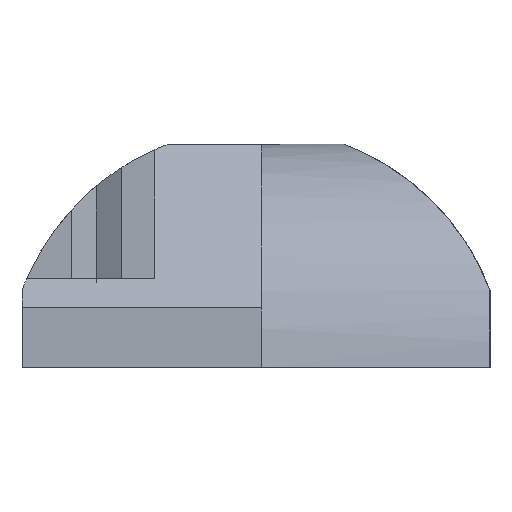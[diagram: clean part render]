
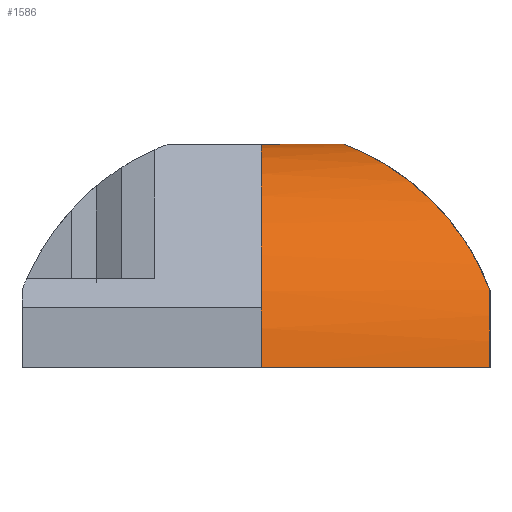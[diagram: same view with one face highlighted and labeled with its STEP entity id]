
A CAD part, left-side view. The second image highlights one B-rep face of the part: STEP entity #1586.
In plain terms, the highlighted cylindrical face has radius 22 mm (diameter 44 mm), a partial arc.
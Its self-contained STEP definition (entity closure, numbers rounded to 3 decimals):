
#336=CARTESIAN_POINT('',(-99.777,-0.5,1.));
#337=VERTEX_POINT('',#336);
#338=CARTESIAN_POINT('',(-99.777,-22.0,1.));
#339=VERTEX_POINT('',#338);
#340=CARTESIAN_POINT('',(-99.777,-0.5,1.));
#341=DIRECTION('',(0.0,-1.0,0.0));
#342=VECTOR('',#341,21.5);
#343=LINE('',#340,#342);
#344=EDGE_CURVE('',#337,#339,#343,.T.);
#367=CARTESIAN_POINT('',(-98.19,-22.0,8.261));
#368=VERTEX_POINT('',#367);
#369=CARTESIAN_POINT('',(-77.8,-8.261,22.0));
#370=VERTEX_POINT('',#369);
#371=CARTESIAN_POINT('',(-98.19,-22.0,8.261));
#372=CARTESIAN_POINT('',(-98.126,-21.94,8.42));
#373=CARTESIAN_POINT('',(-98.06,-21.879,8.578));
#374=CARTESIAN_POINT('',(-97.41,-21.278,10.08));
#375=CARTESIAN_POINT('',(-96.702,-20.626,11.342));
#376=CARTESIAN_POINT('',(-95.124,-19.19,13.632));
#377=CARTESIAN_POINT('',(-94.253,-18.406,14.66));
#378=CARTESIAN_POINT('',(-92.357,-16.732,16.555));
#379=CARTESIAN_POINT('',(-91.254,-15.774,17.464));
#380=CARTESIAN_POINT('',(-88.902,-13.823,19.046));
#381=CARTESIAN_POINT('',(-87.655,-12.828,19.719));
#382=CARTESIAN_POINT('',(-85.066,-10.965,20.813));
#383=CARTESIAN_POINT('',(-83.735,-10.098,21.233));
#384=CARTESIAN_POINT('',(-81.633,-9.087,21.675));
#385=CARTESIAN_POINT('',(-80.915,-8.8,21.791));
#386=CARTESIAN_POINT('',(-79.415,-8.387,21.954));
#387=CARTESIAN_POINT('',(-78.633,-8.261,22.));
#388=CARTESIAN_POINT('',(-77.8,-8.261,22.));
#389=B_SPLINE_CURVE_WITH_KNOTS('',3,(#371,#372,#373,#374,#375,#376,#377,#378,#379,#380,#381,#382,#383,#384,#385,#386,#387,#388),.UNSPECIFIED.,.F.,.U.,(4,2,2,2,2,2,2,2,4),(-10.532,-10.48,-10.031,-9.583,-9.083,-8.584,-8.084,-7.834,-7.584),.UNSPECIFIED.);
#390=EDGE_CURVE('',#368,#370,#389,.T.);
#784=CARTESIAN_POINT('',(-77.8,-0.5,22.0));
#785=VERTEX_POINT('',#784);
#786=CARTESIAN_POINT('',(-77.8,-0.5,0.));
#787=DIRECTION('',(0.0,1.0,0.0));
#788=DIRECTION('',(0.0,0.0,-1.0));
#789=AXIS2_PLACEMENT_3D('',#786,#787,#788);
#790=CIRCLE('',#789,22.);
#791=EDGE_CURVE('',#337,#785,#790,.T.);
#1386=CARTESIAN_POINT('',(-77.8,-22.0,0.));
#1387=DIRECTION('',(0.0,1.0,0.0));
#1388=DIRECTION('',(0.0,0.0,-1.0));
#1389=AXIS2_PLACEMENT_3D('',#1386,#1387,#1388);
#1390=CIRCLE('',#1389,22.);
#1391=EDGE_CURVE('',#339,#368,#1390,.T.);
#1404=CARTESIAN_POINT('',(-77.8,-8.261,22.0));
#1405=DIRECTION('',(0.0,1.0,0.0));
#1406=VECTOR('',#1405,7.761);
#1407=LINE('',#1404,#1406);
#1408=EDGE_CURVE('',#370,#785,#1407,.T.);
#1574=CARTESIAN_POINT('',(-77.8,22.0,0.));
#1575=DIRECTION('',(0.0,-1.0,0.0));
#1576=DIRECTION('',(0.0,0.0,-1.0));
#1577=AXIS2_PLACEMENT_3D('',#1574,#1575,#1576);
#1578=CYLINDRICAL_SURFACE('',#1577,22.);
#1579=ORIENTED_EDGE('',*,*,#390,.T.);
#1580=ORIENTED_EDGE('',*,*,#1408,.T.);
#1581=ORIENTED_EDGE('',*,*,#791,.F.);
#1582=ORIENTED_EDGE('',*,*,#344,.T.);
#1583=ORIENTED_EDGE('',*,*,#1391,.T.);
#1584=EDGE_LOOP('',(#1579,#1580,#1581,#1582,#1583));
#1585=FACE_OUTER_BOUND('',#1584,.T.);
#1586=ADVANCED_FACE('',(#1585),#1578,.T.);
